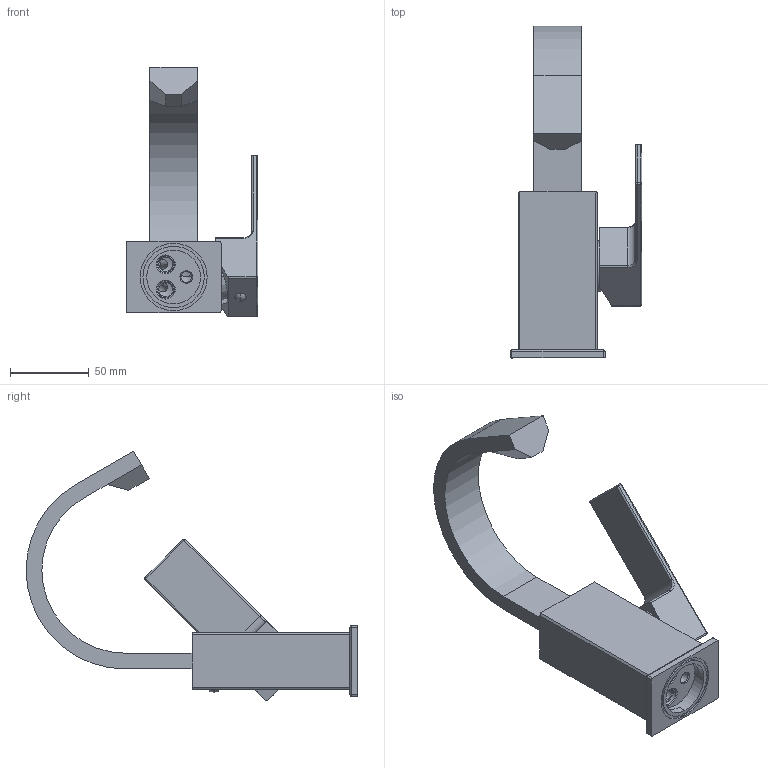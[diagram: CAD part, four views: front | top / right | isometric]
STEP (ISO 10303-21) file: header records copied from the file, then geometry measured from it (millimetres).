
FILE_DESCRIPTION((''),'2;1');
FILE_NAME('EL838CR','2021-01-14T10:55:09',('ut3'),('PAFFONI SpA'),'CREO PARAMETRIC BY PTC INC, 2020044','CREO PARAMETRIC BY PTC INC, 2020044','');
FILE_SCHEMA(('CONFIG_CONTROL_DESIGN','SHAPE_APPEARANCE_LAYERS_GROUPS'));
Length unit declared in the file: millimetre
Products named in the file (1): EL838CR
Bounding box: 83.28 x 210 x 158.07 mm (x, y, z)
Volume: 253066.4 mm3; surface area: 70509.6 mm2
Topology: 2 solids, 2 shells, 296 faces, 706 edges, 426 vertices
Faces by surface type: cylinder 121, plane 89, cone 60, sphere 14, torus 6, bspline 6
Entity records: 11893 total; most frequent: CARTESIAN_POINT 2952, DIRECTION 1476, ORIENTED_EDGE 1376, EDGE_CURVE 688, AXIS2_PLACEMENT_3D 571, VERTEX_POINT 426, VECTOR 334, LINE 334
